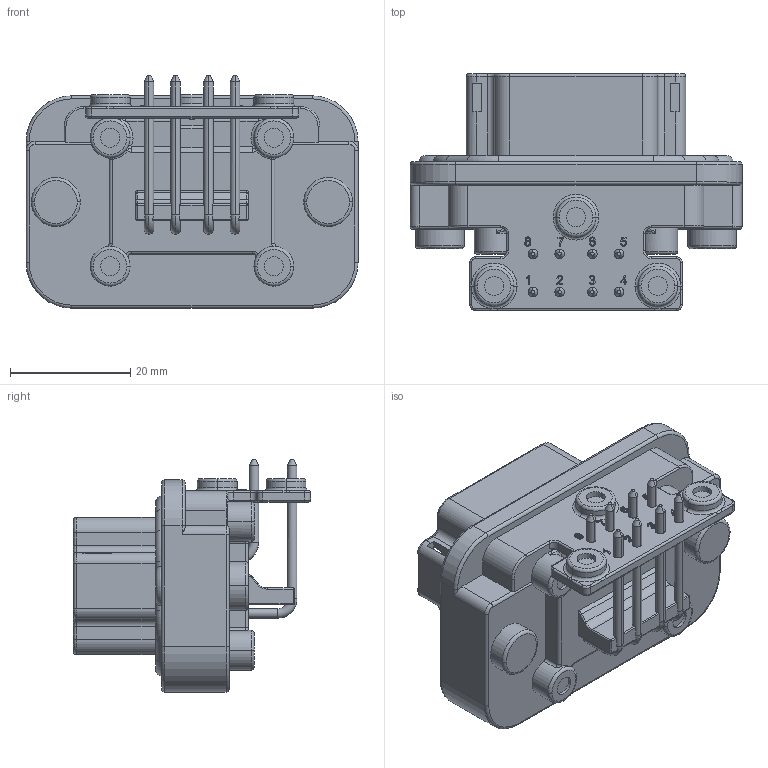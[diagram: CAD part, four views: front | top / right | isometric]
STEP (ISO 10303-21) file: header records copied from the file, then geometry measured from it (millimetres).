
FILE_DESCRIPTION((''),'2;1');
FILE_NAME('PL000637-08B-1','2018-08-06T',('Jony.xie'),(''),'PRO/ENGINEER BY PARAMETRIC TECHNOLOGY CORPORATION, 2013230','PRO/ENGINEER BY PARAMETRIC TECHNOLOGY CORPORATION, 2013230','');
FILE_SCHEMA(('CONFIG_CONTROL_DESIGN'));
Length unit declared in the file: millimetre
Products named in the file (1): PL000637-08B-1
Bounding box: 55.12 x 39.35 x 38.57 mm (x, y, z)
Volume: 24590.7 mm3; surface area: 12444.5 mm2
Topology: 1 solids, 1 shells, 1034 faces, 2684 edges, 1692 vertices
Faces by surface type: plane 313, cylinder 267, extrusion 260, torus 128, sphere 24, cone 22, bspline 20
Entity records: 33938 total; most frequent: CARTESIAN_POINT 9449, ORIENTED_EDGE 5336, DIRECTION 4516, EDGE_CURVE 2668, VERTEX_POINT 1692, VECTOR 1522, AXIS2_PLACEMENT_3D 1497, LINE 1262
